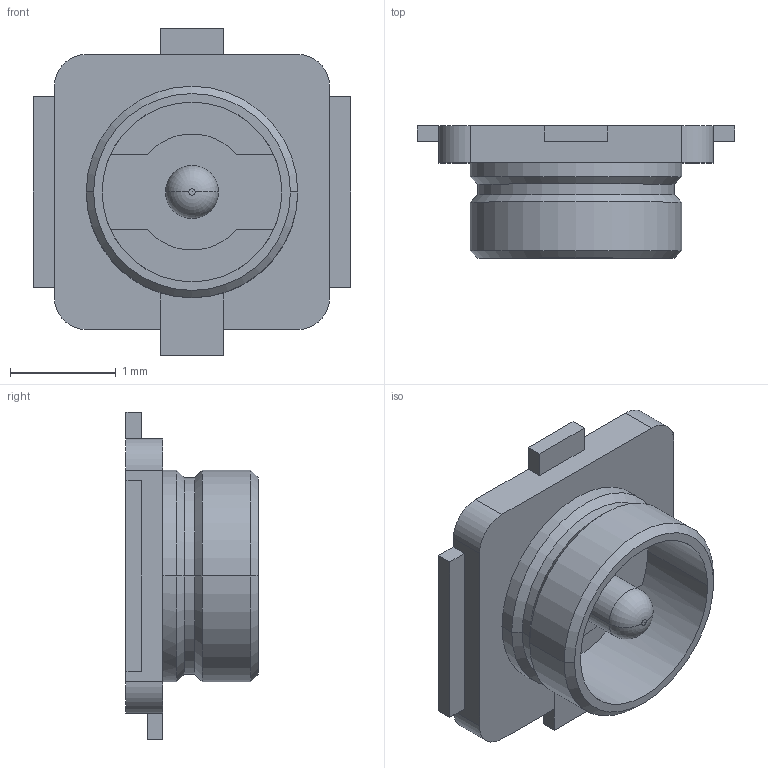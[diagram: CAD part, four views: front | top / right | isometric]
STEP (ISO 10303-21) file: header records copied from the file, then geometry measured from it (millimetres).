
FILE_DESCRIPTION(('Creo Elements/Direct Modeling STEP Export'),'2;1');
FILE_NAME('U.FL-R-SMT.stp','2016-01-06T18:38:10',(''),(''),'Creo Elements/Direct Modeling STEP processor for AP214 (Solid Model)','Creo Elements/Direct Modeling 18.1E 22-Nov-2013 (C) Parametric Technology GmbH','');
FILE_SCHEMA(('AUTOMOTIVE_DESIGN { 1 0 10303 214 1 1 1 1 }'));
Length unit declared in the file: millimetre
Products named in the file (1): U.FL-R-SMT
Bounding box: 3 x 1.25 x 3.1 mm (x, y, z)
Volume: 3.5 mm3; surface area: 30.9 mm2
Topology: 1 solids, 1 shells, 58 faces, 148 edges, 93 vertices
Faces by surface type: plane 32, cylinder 16, cone 8, torus 2
Entity records: 1929 total; most frequent: ORIENTED_EDGE 292, CARTESIAN_POINT 271, DIRECTION 260, EDGE_CURVE 146, VECTOR 96, LINE 96, VERTEX_POINT 93, AXIS2_PLACEMENT_3D 82
